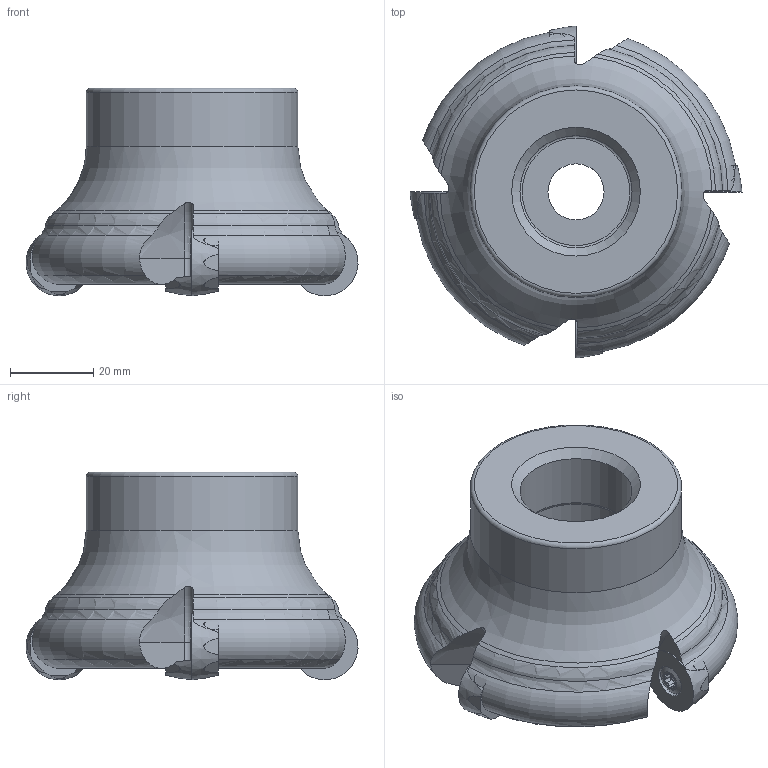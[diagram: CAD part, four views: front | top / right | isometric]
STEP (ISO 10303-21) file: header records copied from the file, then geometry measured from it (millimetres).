
FILE_DESCRIPTION(/* description */ (''),/* implementation_level */ '2;1');
FILE_NAME(/* name */ '1542870605976.stp',/* time_stamp */ '2018-11-22T12:40:19+05:00',/* author */ (''),/* organization */ ('SMS'),/* preprocessor_version */ 'ST-DEVELOPER v15',/* originating_system */ 'SIEMENS PLM Software NX 8.5',/* authorisation */ '');
FILE_SCHEMA (('AUTOMOTIVE_DESIGN { 1 0 10303 214 3 1 1 1 }'));
Length unit declared in the file: millimetre
Products named in the file (4): ASSEMBLY_CONSTRUCTION; 201856700mod000_00; 201903132mod000_00; 201903358mod000_00
Assembly tree (6 placements, depth 2):
  201903358mod000_00
    201903132mod000_00
    201856700mod000_00  x4
    ASSEMBLY_CONSTRUCTION
Bounding box: 79.98 x 79.98 x 50.01 mm (x, y, z)
Volume: 110180.3 mm3; surface area: 22892.4 mm2
Topology: 5 solids, 5 shells, 317 faces, 819 edges, 535 vertices
Faces by surface type: plane 139, cone 57, extrusion 48, torus 44, cylinder 25, sphere 4
Full cylindrical faces by diameter (mm): 4.5 x4, 5.5 x4, 7.2 x4, 13.5 x1, 20 x1, 27.011 x1, 27.5 x1, 51 x1
Entity records: 11087 total; most frequent: CARTESIAN_POINT 4457, ORIENTED_EDGE 1314, DIRECTION 1312, EDGE_CURVE 657, AXIS2_PLACEMENT_3D 546, VERTEX_POINT 441, EDGE_LOOP 330, ADVANCED_FACE 275
